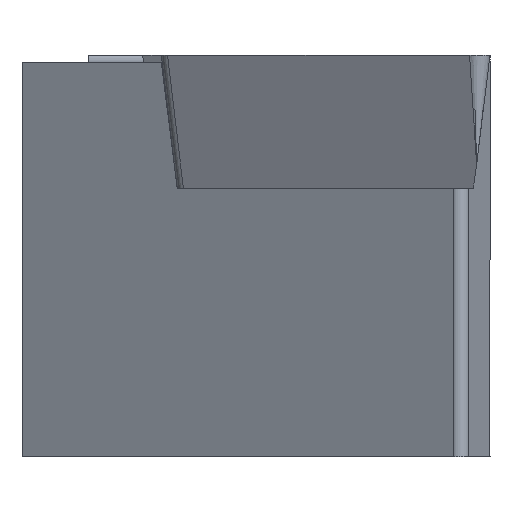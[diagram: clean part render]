
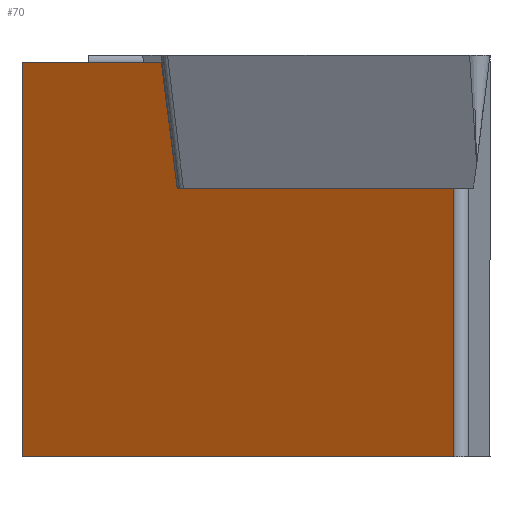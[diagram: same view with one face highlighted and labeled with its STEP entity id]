
A CAD part, left-side view. The second image highlights one B-rep face of the part: STEP entity #70.
In plain terms, the highlighted planar face has unit normal (-0.848, 0.53, 0).
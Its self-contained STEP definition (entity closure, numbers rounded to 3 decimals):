
#70=ADVANCED_FACE('',(#116),#95,.F.);
#95=PLANE('',#550);
#116=FACE_OUTER_BOUND('',#143,.T.);
#143=EDGE_LOOP('',(#237,#238,#239,#240,#241,#242));
#237=ORIENTED_EDGE('',*,*,#388,.F.);
#238=ORIENTED_EDGE('',*,*,#392,.F.);
#239=ORIENTED_EDGE('',*,*,#362,.F.);
#240=ORIENTED_EDGE('',*,*,#393,.T.);
#241=ORIENTED_EDGE('',*,*,#384,.F.);
#242=ORIENTED_EDGE('',*,*,#377,.F.);
#314=VERTEX_POINT('',#733);
#315=VERTEX_POINT('',#734);
#325=VERTEX_POINT('',#766);
#326=VERTEX_POINT('',#767);
#331=VERTEX_POINT('',#781);
#333=VERTEX_POINT('',#787);
#362=EDGE_CURVE('',#314,#315,#430,.T.);
#377=EDGE_CURVE('',#325,#326,#439,.T.);
#384=EDGE_CURVE('',#326,#331,#446,.T.);
#388=EDGE_CURVE('',#333,#325,#449,.T.);
#392=EDGE_CURVE('',#315,#333,#452,.T.);
#393=EDGE_CURVE('',#314,#331,#453,.T.);
#430=LINE('',#732,#484);
#439=LINE('',#765,#493);
#446=LINE('',#780,#500);
#449=LINE('',#788,#503);
#452=LINE('',#795,#506);
#453=LINE('',#797,#507);
#484=VECTOR('',#590,1.);
#493=VECTOR('',#617,1.);
#500=VECTOR('',#628,1.);
#503=VECTOR('',#635,1.);
#506=VECTOR('',#644,1.);
#507=VECTOR('',#647,1.);
#550=AXIS2_PLACEMENT_3D('',#798,#648,#649);
#590=DIRECTION('',(0.53,0.848,0.));
#617=DIRECTION('',(-0.079,-0.126,-0.989));
#628=DIRECTION('',(-0.53,-0.848,0.));
#635=DIRECTION('',(-0.53,-0.848,0.));
#644=DIRECTION('',(0.,0.,1.));
#647=DIRECTION('',(0.,0.,1.));
#648=DIRECTION('',(0.848,-0.53,0.));
#649=DIRECTION('',(0.53,0.848,0.));
#732=CARTESIAN_POINT('',(9.127,14.,-12.));
#733=CARTESIAN_POINT('',(1.067,1.102,-12.));
#734=CARTESIAN_POINT('',(9.127,14.,-12.));
#765=CARTESIAN_POINT('',(9.745,14.989,40.355));
#766=CARTESIAN_POINT('',(6.523,9.834,-0.2));
#767=CARTESIAN_POINT('',(6.224,9.355,-3.97));
#780=CARTESIAN_POINT('',(9.127,14.,-3.97));
#781=CARTESIAN_POINT('',(1.067,1.102,-3.97));
#787=CARTESIAN_POINT('',(9.127,14.,-0.2));
#788=CARTESIAN_POINT('',(9.127,14.,-0.2));
#795=CARTESIAN_POINT('',(9.127,14.,40.53));
#797=CARTESIAN_POINT('',(1.067,1.102,40.53));
#798=CARTESIAN_POINT('',(9.127,14.,40.53));
